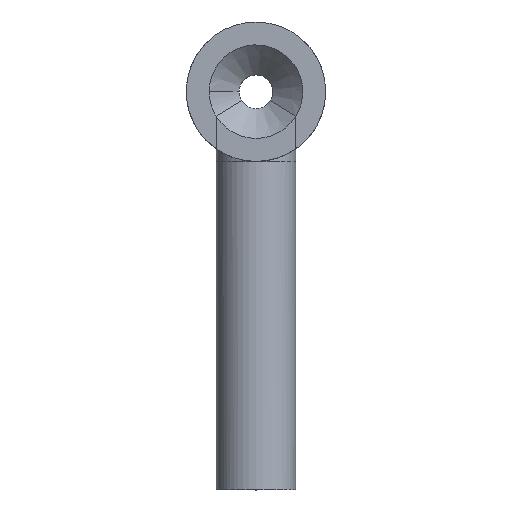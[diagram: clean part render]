
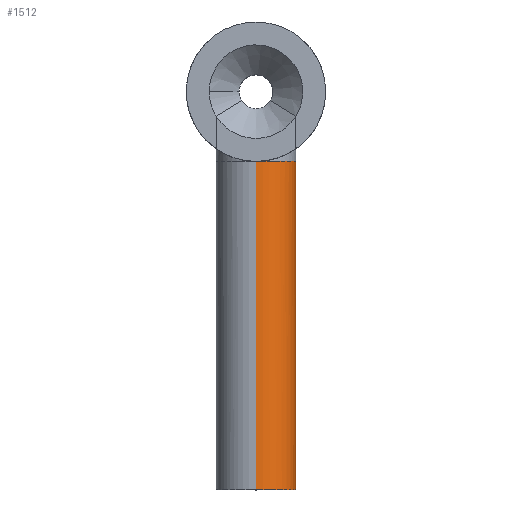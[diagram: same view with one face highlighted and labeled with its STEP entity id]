
A CAD part, top view. The second image highlights one B-rep face of the part: STEP entity #1512.
In plain terms, the highlighted cylindrical face has radius 4 mm (diameter 8 mm), a partial arc.
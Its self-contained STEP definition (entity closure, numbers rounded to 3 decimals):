
#24 = VERTEX_POINT('',#25);
#25 = CARTESIAN_POINT('',(0.,-7.,10.));
#45 = PLANE('',#46);
#46 = AXIS2_PLACEMENT_3D('',#47,#48,#49);
#47 = CARTESIAN_POINT('',(0.,-20.,10.));
#48 = DIRECTION('',(-0.,-0.,-1.));
#49 = DIRECTION('',(-1.,0.,0.));
#200 = VERTEX_POINT('',#201);
#201 = CARTESIAN_POINT('',(0.,-40.,10.));
#217 = PLANE('',#218);
#218 = AXIS2_PLACEMENT_3D('',#219,#220,#221);
#219 = CARTESIAN_POINT('',(4.,-40.,10.));
#220 = DIRECTION('',(0.,1.,0.));
#221 = DIRECTION('',(-1.,0.,0.));
#266 = EDGE_CURVE('',#24,#200,#267,.T.);
#267 = SURFACE_CURVE('',#268,(#272,#279),.PCURVE_S1.);
#268 = LINE('',#269,#270);
#269 = CARTESIAN_POINT('',(0.,-5.745,10.));
#270 = VECTOR('',#271,1.);
#271 = DIRECTION('',(0.,-1.,0.));
#272 = PCURVE('',#45,#273);
#273 = DEFINITIONAL_REPRESENTATION('',(#274),#278);
#274 = LINE('',#275,#276);
#275 = CARTESIAN_POINT('',(0.,14.255));
#276 = VECTOR('',#277,1.);
#277 = DIRECTION('',(0.,-1.));
#278 = ( GEOMETRIC_REPRESENTATION_CONTEXT(2) 
PARAMETRIC_REPRESENTATION_CONTEXT() REPRESENTATION_CONTEXT('2D SPACE',''
  ) );
#279 = PCURVE('',#280,#285);
#280 = CYLINDRICAL_SURFACE('',#281,4.);
#281 = AXIS2_PLACEMENT_3D('',#282,#283,#284);
#282 = CARTESIAN_POINT('',(0.,-5.745,6.));
#283 = DIRECTION('',(0.,-1.,0.));
#284 = DIRECTION('',(0.,0.,1.));
#285 = DEFINITIONAL_REPRESENTATION('',(#286),#290);
#286 = LINE('',#287,#288);
#287 = CARTESIAN_POINT('',(-0.,0.));
#288 = VECTOR('',#289,1.);
#289 = DIRECTION('',(-0.,1.));
#290 = ( GEOMETRIC_REPRESENTATION_CONTEXT(2) 
PARAMETRIC_REPRESENTATION_CONTEXT() REPRESENTATION_CONTEXT('2D SPACE',''
  ) );
#313 = PLANE('',#314);
#314 = AXIS2_PLACEMENT_3D('',#315,#316,#317);
#315 = CARTESIAN_POINT('',(4.,0.,10.));
#316 = DIRECTION('',(-1.,0.,0.));
#317 = DIRECTION('',(0.,-1.,0.));
#421 = ( BOUNDED_SURFACE() B_SPLINE_SURFACE(2,2,(
    (#422,#423,#424,#425)
    ,(#426,#427,#428,#429)
    ,(#430,#431,#432,#433
)),.UNSPECIFIED.,.F.,.F.,.F.) B_SPLINE_SURFACE_WITH_KNOTS((3,3),(3,1,3),
  (0.,2.3),(-1.602,-1.045,1.255),
.UNSPECIFIED.) GEOMETRIC_REPRESENTATION_ITEM() RATIONAL_B_SPLINE_SURFACE
((
    (1.,1.,1.,1.)
    ,(0.707,0.707,0.707,0.707)
,(1.,1.,1.,1.))) REPRESENTATION_ITEM('') SURFACE() );
#422 = CARTESIAN_POINT('',(0.,-4.143,10.));
#423 = CARTESIAN_POINT('',(0.,-4.421,10.));
#424 = CARTESIAN_POINT('',(0.,-5.85,10.));
#425 = CARTESIAN_POINT('',(0.,-7.,10.));
#426 = CARTESIAN_POINT('',(4.,-4.143,10.));
#427 = CARTESIAN_POINT('',(4.,-4.421,10.));
#428 = CARTESIAN_POINT('',(4.,-5.85,10.));
#429 = CARTESIAN_POINT('',(4.,-7.,10.));
#430 = CARTESIAN_POINT('',(4.,-4.143,6.));
#431 = CARTESIAN_POINT('',(4.,-4.421,6.));
#432 = CARTESIAN_POINT('',(4.,-5.85,6.));
#433 = CARTESIAN_POINT('',(4.,-7.,6.));
#1259 = VERTEX_POINT('',#1260);
#1260 = CARTESIAN_POINT('',(4.,-40.,6.));
#1456 = EDGE_CURVE('',#200,#1259,#1457,.T.);
#1457 = SURFACE_CURVE('',#1458,(#1463,#1470),.PCURVE_S1.);
#1458 = CIRCLE('',#1459,4.);
#1459 = AXIS2_PLACEMENT_3D('',#1460,#1461,#1462);
#1460 = CARTESIAN_POINT('',(0.,-40.,6.));
#1461 = DIRECTION('',(0.,1.,0.));
#1462 = DIRECTION('',(0.,0.,-1.));
#1463 = PCURVE('',#217,#1464);
#1464 = DEFINITIONAL_REPRESENTATION('',(#1465),#1469);
#1465 = CIRCLE('',#1466,4.);
#1466 = AXIS2_PLACEMENT_2D('',#1467,#1468);
#1467 = CARTESIAN_POINT('',(4.,-4.));
#1468 = DIRECTION('',(0.,-1.));
#1469 = ( GEOMETRIC_REPRESENTATION_CONTEXT(2) 
PARAMETRIC_REPRESENTATION_CONTEXT() REPRESENTATION_CONTEXT('2D SPACE',''
  ) );
#1470 = PCURVE('',#280,#1471);
#1471 = DEFINITIONAL_REPRESENTATION('',(#1472),#1476);
#1472 = LINE('',#1473,#1474);
#1473 = CARTESIAN_POINT('',(3.142,34.255));
#1474 = VECTOR('',#1475,1.);
#1475 = DIRECTION('',(-1.,0.));
#1476 = ( GEOMETRIC_REPRESENTATION_CONTEXT(2) 
PARAMETRIC_REPRESENTATION_CONTEXT() REPRESENTATION_CONTEXT('2D SPACE',''
  ) );
#1512 = ADVANCED_FACE('',(#1513),#280,.T.);
#1513 = FACE_BOUND('',#1514,.F.);
#1514 = EDGE_LOOP('',(#1515,#1545,#1566,#1567));
#1515 = ORIENTED_EDGE('',*,*,#1516,.T.);
#1516 = EDGE_CURVE('',#24,#1517,#1519,.T.);
#1517 = VERTEX_POINT('',#1518);
#1518 = CARTESIAN_POINT('',(4.,-7.,6.));
#1519 = SURFACE_CURVE('',#1520,(#1524,#1538),.PCURVE_S1.);
#1520 = ( BOUNDED_CURVE() B_SPLINE_CURVE(2,(#1521,#1522,#1523),
.UNSPECIFIED.,.F.,.F.) B_SPLINE_CURVE_WITH_KNOTS((3,3),(0.,2.3
),.PIECEWISE_BEZIER_KNOTS.) CURVE() GEOMETRIC_REPRESENTATION_ITEM() 
RATIONAL_B_SPLINE_CURVE((1.,0.707,1.)) REPRESENTATION_ITEM('') 
  );
#1521 = CARTESIAN_POINT('',(0.,-7.,10.));
#1522 = CARTESIAN_POINT('',(4.,-7.,10.));
#1523 = CARTESIAN_POINT('',(4.,-7.,6.));
#1524 = PCURVE('',#280,#1525);
#1525 = DEFINITIONAL_REPRESENTATION('',(#1526),#1537);
#1526 = B_SPLINE_CURVE_WITH_KNOTS('',9,(#1527,#1528,#1529,#1530,#1531,
    #1532,#1533,#1534,#1535,#1536),.UNSPECIFIED.,.F.,.F.,(10,10),(0.,
    2.3),.PIECEWISE_BEZIER_KNOTS.);
#1527 = CARTESIAN_POINT('',(0.,1.255));
#1528 = CARTESIAN_POINT('',(-0.157,1.255));
#1529 = CARTESIAN_POINT('',(-0.326,1.255));
#1530 = CARTESIAN_POINT('',(-0.505,1.255));
#1531 = CARTESIAN_POINT('',(-0.691,1.255));
#1532 = CARTESIAN_POINT('',(-0.88,1.255));
#1533 = CARTESIAN_POINT('',(-1.066,1.255));
#1534 = CARTESIAN_POINT('',(-1.245,1.255));
#1535 = CARTESIAN_POINT('',(-1.414,1.255));
#1536 = CARTESIAN_POINT('',(-1.571,1.255));
#1537 = ( GEOMETRIC_REPRESENTATION_CONTEXT(2) 
PARAMETRIC_REPRESENTATION_CONTEXT() REPRESENTATION_CONTEXT('2D SPACE',''
  ) );
#1538 = PCURVE('',#421,#1539);
#1539 = DEFINITIONAL_REPRESENTATION('',(#1540),#1544);
#1540 = LINE('',#1541,#1542);
#1541 = CARTESIAN_POINT('',(0.,1.255));
#1542 = VECTOR('',#1543,1.);
#1543 = DIRECTION('',(1.,0.));
#1544 = ( GEOMETRIC_REPRESENTATION_CONTEXT(2) 
PARAMETRIC_REPRESENTATION_CONTEXT() REPRESENTATION_CONTEXT('2D SPACE',''
  ) );
#1545 = ORIENTED_EDGE('',*,*,#1546,.T.);
#1546 = EDGE_CURVE('',#1517,#1259,#1547,.T.);
#1547 = SURFACE_CURVE('',#1548,(#1552,#1559),.PCURVE_S1.);
#1548 = LINE('',#1549,#1550);
#1549 = CARTESIAN_POINT('',(4.,-5.745,6.));
#1550 = VECTOR('',#1551,1.);
#1551 = DIRECTION('',(0.,-1.,0.));
#1552 = PCURVE('',#280,#1553);
#1553 = DEFINITIONAL_REPRESENTATION('',(#1554),#1558);
#1554 = LINE('',#1555,#1556);
#1555 = CARTESIAN_POINT('',(-1.571,0.));
#1556 = VECTOR('',#1557,1.);
#1557 = DIRECTION('',(-0.,1.));
#1558 = ( GEOMETRIC_REPRESENTATION_CONTEXT(2) 
PARAMETRIC_REPRESENTATION_CONTEXT() REPRESENTATION_CONTEXT('2D SPACE',''
  ) );
#1559 = PCURVE('',#313,#1560);
#1560 = DEFINITIONAL_REPRESENTATION('',(#1561),#1565);
#1561 = LINE('',#1562,#1563);
#1562 = CARTESIAN_POINT('',(5.745,-4.));
#1563 = VECTOR('',#1564,1.);
#1564 = DIRECTION('',(1.,0.));
#1565 = ( GEOMETRIC_REPRESENTATION_CONTEXT(2) 
PARAMETRIC_REPRESENTATION_CONTEXT() REPRESENTATION_CONTEXT('2D SPACE',''
  ) );
#1566 = ORIENTED_EDGE('',*,*,#1456,.F.);
#1567 = ORIENTED_EDGE('',*,*,#266,.F.);
